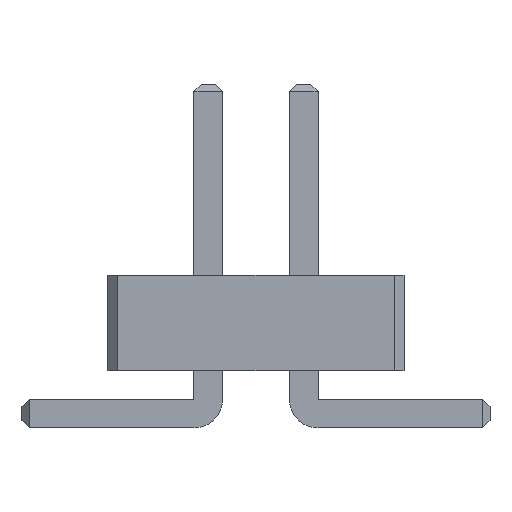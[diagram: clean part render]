
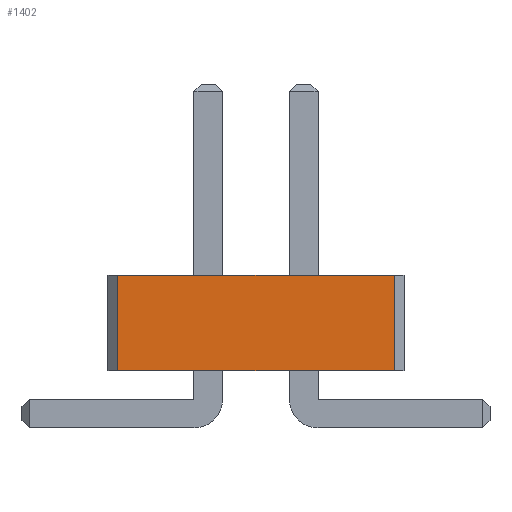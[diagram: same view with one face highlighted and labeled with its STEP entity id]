
A CAD part, front view. The second image highlights one B-rep face of the part: STEP entity #1402.
In plain terms, the highlighted planar face has unit normal (0, -1, 0).
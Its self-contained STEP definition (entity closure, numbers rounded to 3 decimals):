
#13=DIRECTION('',(0.,0.,1.));
#27=VECTOR('',#13,1.);
#67=DIRECTION('',(1.,0.,0.));
#1389=VERTEX_POINT('',#1390);
#1390=CARTESIAN_POINT('',(-1.45,-12.,1.6));
#1393=EDGE_CURVE('',#1394,#1389,#1396,.T.);
#1394=VERTEX_POINT('',#1395);
#1395=CARTESIAN_POINT('',(-1.45,-12.,0.6));
#1396=LINE('',#1395,#27);
#1402=ADVANCED_FACE('',(#1403),#1420,.F.);
#1403=FACE_BOUND('',#1404,.F.);
#1404=EDGE_LOOP('',(#1405,#1406,#1412,#1417));
#1405=ORIENTED_EDGE('',*,*,#1393,.T.);
#1406=ORIENTED_EDGE('',*,*,#1407,.T.);
#1407=EDGE_CURVE('',#1389,#1408,#1410,.T.);
#1408=VERTEX_POINT('',#1409);
#1409=CARTESIAN_POINT('',(1.45,-12.,1.6));
#1410=LINE('',#1390,#1411);
#1411=VECTOR('',#67,1.);
#1412=ORIENTED_EDGE('',*,*,#1413,.F.);
#1413=EDGE_CURVE('',#1414,#1408,#1416,.T.);
#1414=VERTEX_POINT('',#1415);
#1415=CARTESIAN_POINT('',(1.45,-12.,0.6));
#1416=LINE('',#1415,#27);
#1417=ORIENTED_EDGE('',*,*,#1418,.F.);
#1418=EDGE_CURVE('',#1394,#1414,#1419,.T.);
#1419=LINE('',#1395,#1411);
#1420=PLANE('',#1421);
#1421=AXIS2_PLACEMENT_3D('',#1395,#1422,#67);
#1422=DIRECTION('',(0.,1.,0.));
